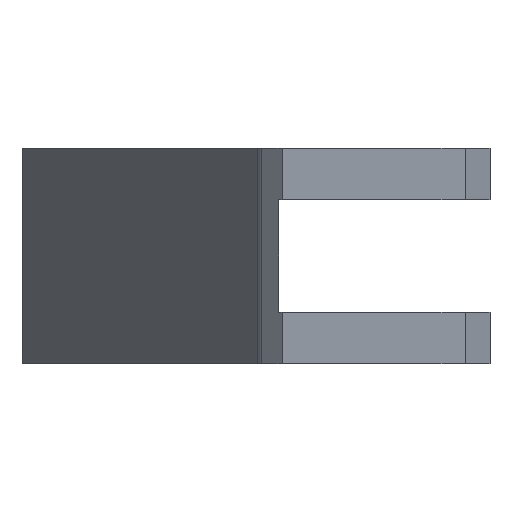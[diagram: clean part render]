
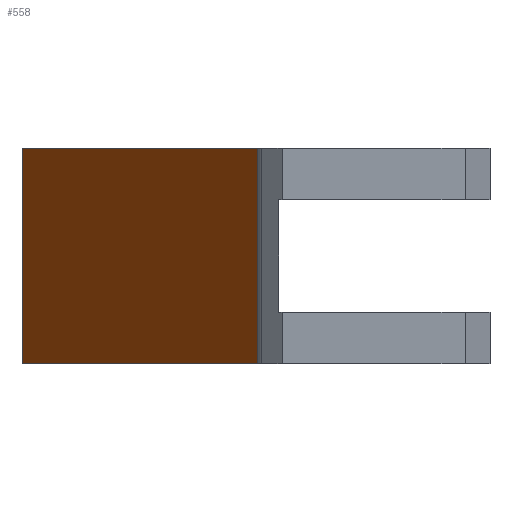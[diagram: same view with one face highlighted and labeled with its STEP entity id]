
A CAD part, left-side view. The second image highlights one B-rep face of the part: STEP entity #558.
In plain terms, the highlighted planar face has unit normal (-0.29, 0.957, 0).
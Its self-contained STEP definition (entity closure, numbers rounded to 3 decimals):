
#2 = ORIENTED_EDGE ( 'NONE', *, *, #179, .T. ) ;
#28 = ORIENTED_EDGE ( 'NONE', *, *, #172, .T. ) ;
#111 = EDGE_CURVE ( 'NONE', #289, #352, #377, .T. ) ;
#172 = EDGE_CURVE ( 'NONE', #267, #352, #463, .T. ) ;
#179 = EDGE_CURVE ( 'NONE', #289, #308, #438, .T. ) ;
#182 = EDGE_CURVE ( 'NONE', #308, #267, #475, .T. ) ;
#233 = AXIS2_PLACEMENT_3D ( 'NONE', #806, #805, #829 ) ;
#238 = ORIENTED_EDGE ( 'NONE', *, *, #111, .F. ) ;
#267 = VERTEX_POINT ( 'NONE', #673 ) ;
#289 = VERTEX_POINT ( 'NONE', #741 ) ;
#308 = VERTEX_POINT ( 'NONE', #718 ) ;
#352 = VERTEX_POINT ( 'NONE', #699 ) ;
#377 = LINE ( 'NONE', #973, #379 ) ;
#379 = VECTOR ( 'NONE', #972, 1000. ) ;
#438 = LINE ( 'NONE', #657, #487 ) ;
#441 = VECTOR ( 'NONE', #678, 1000. ) ;
#463 = LINE ( 'NONE', #679, #486 ) ;
#475 = LINE ( 'NONE', #671, #441 ) ;
#486 = VECTOR ( 'NONE', #654, 1000. ) ;
#487 = VECTOR ( 'NONE', #655, 1000. ) ;
#558 = ADVANCED_FACE ( 'NONE', ( #884 ), #842, .F. ) ;
#654 = DIRECTION ( 'NONE',  ( 0., 0., 1. ) ) ;
#655 = DIRECTION ( 'NONE',  ( 0., 0., -1. ) ) ;
#657 = CARTESIAN_POINT ( 'NONE',  ( 70.744, 13.869, 12.5 ) ) ;
#671 = CARTESIAN_POINT ( 'NONE',  ( 71.734, 14.169, 0. ) ) ;
#673 = CARTESIAN_POINT ( 'NONE',  ( 25.709, 0.215, 0. ) ) ;
#678 = DIRECTION ( 'NONE',  ( -0.957, -0.29, 0. ) ) ;
#679 = CARTESIAN_POINT ( 'NONE',  ( 25.709, 0.215, 12.5 ) ) ;
#699 = CARTESIAN_POINT ( 'NONE',  ( 25.709, 0.215, 12.5 ) ) ;
#718 = CARTESIAN_POINT ( 'NONE',  ( 70.744, 13.869, 0. ) ) ;
#741 = CARTESIAN_POINT ( 'NONE',  ( 70.744, 13.869, 12.5 ) ) ;
#805 = DIRECTION ( 'NONE',  ( 0.29, -0.957, 0. ) ) ;
#806 = CARTESIAN_POINT ( 'NONE',  ( 71.734, 14.169, 12.5 ) ) ;
#829 = DIRECTION ( 'NONE',  ( 0.957, 0.29, 0. ) ) ;
#842 = PLANE ( 'NONE',  #233 ) ;
#884 = FACE_OUTER_BOUND ( 'NONE', #1046, .T. ) ;
#972 = DIRECTION ( 'NONE',  ( -0.957, -0.29, 0. ) ) ;
#973 = CARTESIAN_POINT ( 'NONE',  ( 71.734, 14.169, 12.5 ) ) ;
#1036 = ORIENTED_EDGE ( 'NONE', *, *, #182, .T. ) ;
#1046 = EDGE_LOOP ( 'NONE', ( #1036, #28, #238, #2 ) ) ;
